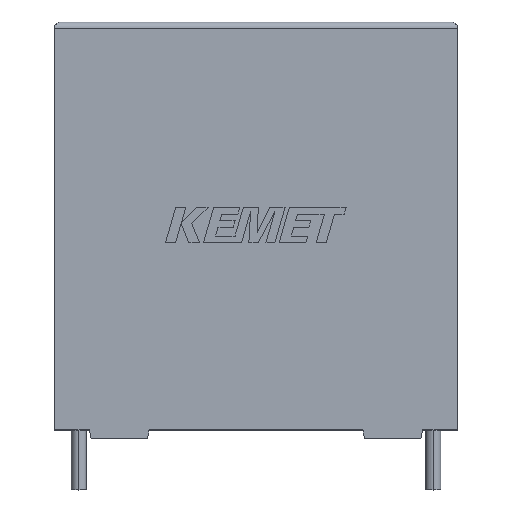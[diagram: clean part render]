
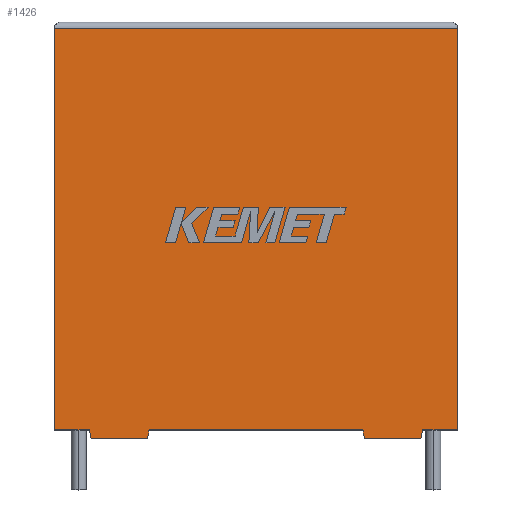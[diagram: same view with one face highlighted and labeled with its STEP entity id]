
A CAD part, top view. The second image highlights one B-rep face of the part: STEP entity #1426.
In plain terms, the highlighted planar face has unit normal (0, 0, 1).
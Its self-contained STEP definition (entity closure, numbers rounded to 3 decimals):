
#2 = VERTEX_POINT ( 'NONE', #194 ) ;
#16 = LINE ( 'NONE', #2485, #2575 ) ;
#27 = LINE ( 'NONE', #1271, #2950 ) ;
#28 = CARTESIAN_POINT ( 'NONE',  ( 0., 31.154, 17.3 ) ) ;
#59 = FACE_OUTER_BOUND ( 'NONE', #830, .T. ) ;
#92 = VERTEX_POINT ( 'NONE', #2476 ) ;
#163 = CARTESIAN_POINT ( 'NONE',  ( 2.714, 0., 17.3 ) ) ;
#179 = DIRECTION ( 'NONE',  ( 0., -1., 0. ) ) ;
#194 = CARTESIAN_POINT ( 'NONE',  ( 24.086, -0.646, 17.3 ) ) ;
#270 = CARTESIAN_POINT ( 'NONE',  ( 2.864, -0.646, 17.3 ) ) ;
#285 = CARTESIAN_POINT ( 'NONE',  ( 24.086, -0.646, 17.3 ) ) ;
#296 = CARTESIAN_POINT ( 'NONE',  ( 0., 0., 17.3 ) ) ;
#311 = LINE ( 'NONE', #1707, #1822 ) ;
#359 = ORIENTED_EDGE ( 'NONE', *, *, #1159, .T. ) ;
#374 = CARTESIAN_POINT ( 'NONE',  ( 31.3, 0., 17.3 ) ) ;
#415 = VECTOR ( 'NONE', #933, 1000. ) ;
#484 = VERTEX_POINT ( 'NONE', #1905 ) ;
#491 = EDGE_CURVE ( 'NONE', #3219, #3251, #2397, .T. ) ;
#532 = ORIENTED_EDGE ( 'NONE', *, *, #1061, .T. ) ;
#583 = DIRECTION ( 'NONE',  ( 1., 0., 0. ) ) ;
#594 = DIRECTION ( 'NONE',  ( 1., 0., 0. ) ) ;
#651 = DIRECTION ( 'NONE',  ( -1., 0., 0. ) ) ;
#718 = ORIENTED_EDGE ( 'NONE', *, *, #1952, .T. ) ;
#744 = DIRECTION ( 'NONE',  ( -1., 0., 0. ) ) ;
#791 = VERTEX_POINT ( 'NONE', #270 ) ;
#830 = EDGE_LOOP ( 'NONE', ( #2456, #359, #532, #2491, #885, #2266, #1367, #2408, #1091, #1227, #2154, #718 ) ) ;
#848 = LINE ( 'NONE', #1085, #1125 ) ;
#885 = ORIENTED_EDGE ( 'NONE', *, *, #1703, .T. ) ;
#926 = VECTOR ( 'NONE', #594, 1000. ) ;
#933 = DIRECTION ( 'NONE',  ( 0.226, -0.974, 0. ) ) ;
#934 = VECTOR ( 'NONE', #2236, 1000. ) ;
#966 = LINE ( 'NONE', #163, #415 ) ;
#1061 = EDGE_CURVE ( 'NONE', #1865, #2650, #3025, .T. ) ;
#1085 = CARTESIAN_POINT ( 'NONE',  ( 0., 0., 17.3 ) ) ;
#1091 = ORIENTED_EDGE ( 'NONE', *, *, #3052, .F. ) ;
#1124 = CARTESIAN_POINT ( 'NONE',  ( 0., 0., 17.3 ) ) ;
#1125 = VECTOR ( 'NONE', #583, 1000. ) ;
#1159 = EDGE_CURVE ( 'NONE', #3251, #1865, #27, .T. ) ;
#1207 = CARTESIAN_POINT ( 'NONE',  ( 7.215, -0.646, 17.3 ) ) ;
#1227 = ORIENTED_EDGE ( 'NONE', *, *, #2794, .F. ) ;
#1246 = DIRECTION ( 'NONE',  ( -1., 0., 0. ) ) ;
#1271 = CARTESIAN_POINT ( 'NONE',  ( 0., 31.154, 17.3 ) ) ;
#1291 = LINE ( 'NONE', #1927, #1444 ) ;
#1346 = VERTEX_POINT ( 'NONE', #1668 ) ;
#1367 = ORIENTED_EDGE ( 'NONE', *, *, #2091, .T. ) ;
#1399 = CARTESIAN_POINT ( 'NONE',  ( 31.3, 31.154, 17.3 ) ) ;
#1423 = CARTESIAN_POINT ( 'NONE',  ( 0., 0., 17.3 ) ) ;
#1426 = ADVANCED_FACE ( 'NONE', ( #59 ), #3163, .F. ) ;
#1437 = CARTESIAN_POINT ( 'NONE',  ( 31.3, 0., 17.3 ) ) ;
#1444 = VECTOR ( 'NONE', #651, 1000. ) ;
#1631 = DIRECTION ( 'NONE',  ( 0., 1., 0. ) ) ;
#1650 = LINE ( 'NONE', #1124, #926 ) ;
#1668 = CARTESIAN_POINT ( 'NONE',  ( 23.936, 0., 17.3 ) ) ;
#1693 = LINE ( 'NONE', #3023, #2392 ) ;
#1703 = EDGE_CURVE ( 'NONE', #92, #791, #966, .T. ) ;
#1707 = CARTESIAN_POINT ( 'NONE',  ( 2.864, -0.646, 17.3 ) ) ;
#1822 = VECTOR ( 'NONE', #3058, 1000. ) ;
#1860 = VECTOR ( 'NONE', #2043, 1000. ) ;
#1865 = VERTEX_POINT ( 'NONE', #28 ) ;
#1905 = CARTESIAN_POINT ( 'NONE',  ( 7.365, 0., 17.3 ) ) ;
#1927 = CARTESIAN_POINT ( 'NONE',  ( 28.436, -0.646, 17.3 ) ) ;
#1952 = EDGE_CURVE ( 'NONE', #2274, #3219, #848, .T. ) ;
#2043 = DIRECTION ( 'NONE',  ( 1., 0., 0. ) ) ;
#2053 = EDGE_CURVE ( 'NONE', #484, #1346, #1650, .T. ) ;
#2061 = VERTEX_POINT ( 'NONE', #1207 ) ;
#2091 = EDGE_CURVE ( 'NONE', #2061, #484, #16, .T. ) ;
#2101 = CARTESIAN_POINT ( 'NONE',  ( 0., 0., 17.3 ) ) ;
#2154 = ORIENTED_EDGE ( 'NONE', *, *, #2975, .F. ) ;
#2236 = DIRECTION ( 'NONE',  ( -0.226, 0.974, 0. ) ) ;
#2258 = DIRECTION ( 'NONE',  ( -0.226, -0.974, 0. ) ) ;
#2266 = ORIENTED_EDGE ( 'NONE', *, *, #2462, .T. ) ;
#2274 = VERTEX_POINT ( 'NONE', #2942 ) ;
#2392 = VECTOR ( 'NONE', #2258, 1000. ) ;
#2397 = LINE ( 'NONE', #1437, #2791 ) ;
#2408 = ORIENTED_EDGE ( 'NONE', *, *, #2053, .T. ) ;
#2431 = VECTOR ( 'NONE', #179, 1000. ) ;
#2441 = DIRECTION ( 'NONE',  ( 0., 0., -1. ) ) ;
#2453 = CARTESIAN_POINT ( 'NONE',  ( 0., 0., 17.3 ) ) ;
#2456 = ORIENTED_EDGE ( 'NONE', *, *, #491, .T. ) ;
#2462 = EDGE_CURVE ( 'NONE', #791, #2061, #311, .T. ) ;
#2476 = CARTESIAN_POINT ( 'NONE',  ( 2.714, 0., 17.3 ) ) ;
#2481 = EDGE_CURVE ( 'NONE', #2650, #92, #3166, .T. ) ;
#2485 = CARTESIAN_POINT ( 'NONE',  ( 7.215, -0.646, 17.3 ) ) ;
#2491 = ORIENTED_EDGE ( 'NONE', *, *, #2481, .T. ) ;
#2575 = VECTOR ( 'NONE', #2697, 1000. ) ;
#2612 = VERTEX_POINT ( 'NONE', #3086 ) ;
#2650 = VERTEX_POINT ( 'NONE', #2101 ) ;
#2697 = DIRECTION ( 'NONE',  ( 0.226, 0.974, 0. ) ) ;
#2791 = VECTOR ( 'NONE', #1631, 1000. ) ;
#2794 = EDGE_CURVE ( 'NONE', #2612, #2, #1291, .T. ) ;
#2942 = CARTESIAN_POINT ( 'NONE',  ( 28.586, 0., 17.3 ) ) ;
#2950 = VECTOR ( 'NONE', #744, 1000. ) ;
#2975 = EDGE_CURVE ( 'NONE', #2274, #2612, #1693, .T. ) ;
#2991 = AXIS2_PLACEMENT_3D ( 'NONE', #2453, #2441, #1246 ) ;
#3023 = CARTESIAN_POINT ( 'NONE',  ( 28.586, 0., 17.3 ) ) ;
#3025 = LINE ( 'NONE', #1423, #2431 ) ;
#3028 = LINE ( 'NONE', #285, #934 ) ;
#3052 = EDGE_CURVE ( 'NONE', #2, #1346, #3028, .T. ) ;
#3058 = DIRECTION ( 'NONE',  ( 1., 0., 0. ) ) ;
#3086 = CARTESIAN_POINT ( 'NONE',  ( 28.436, -0.646, 17.3 ) ) ;
#3163 = PLANE ( 'NONE',  #2991 ) ;
#3166 = LINE ( 'NONE', #296, #1860 ) ;
#3219 = VERTEX_POINT ( 'NONE', #374 ) ;
#3251 = VERTEX_POINT ( 'NONE', #1399 ) ;
